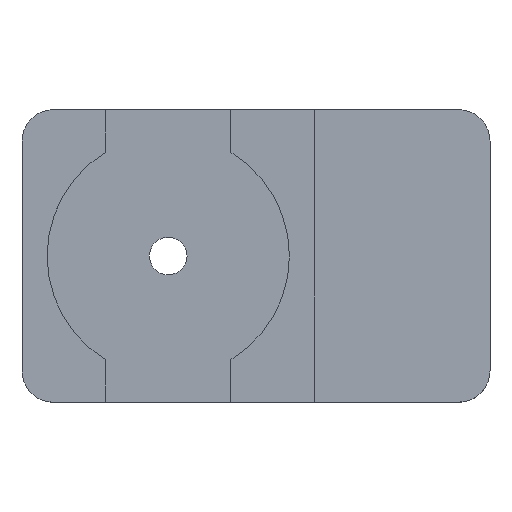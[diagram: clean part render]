
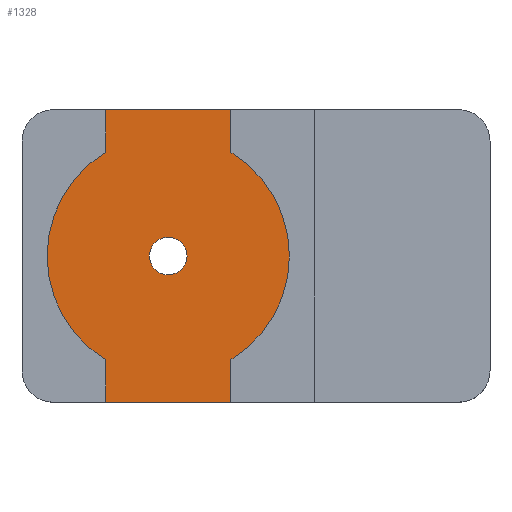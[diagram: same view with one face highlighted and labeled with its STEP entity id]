
A CAD part, top view. The second image highlights one B-rep face of the part: STEP entity #1328.
In plain terms, the highlighted planar face has unit normal (0, 0, 1).
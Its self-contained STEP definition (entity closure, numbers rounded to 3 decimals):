
#170 = PLANE('',#171);
#171 = AXIS2_PLACEMENT_3D('',#172,#173,#174);
#172 = CARTESIAN_POINT('',(-6.5,7.,1.699));
#173 = DIRECTION('',(0.,1.,0.));
#174 = DIRECTION('',(0.,0.,1.));
#249 = PLANE('',#250);
#250 = AXIS2_PLACEMENT_3D('',#251,#252,#253);
#251 = CARTESIAN_POINT('',(-6.5,-7.,1.699));
#252 = DIRECTION('',(0.,1.,0.));
#253 = DIRECTION('',(0.,0.,1.));
#306 = CYLINDRICAL_SURFACE('',#307,0.9);
#307 = AXIS2_PLACEMENT_3D('',#308,#309,#310);
#308 = CARTESIAN_POINT('',(-11.2,0.,1.));
#309 = DIRECTION('',(0.,0.,1.));
#310 = DIRECTION('',(1.,0.,0.));
#490 = PLANE('',#491);
#491 = AXIS2_PLACEMENT_3D('',#492,#493,#494);
#492 = CARTESIAN_POINT('',(-14.2,-7.,3.));
#493 = DIRECTION('',(1.,0.,0.));
#494 = DIRECTION('',(0.,1.,0.));
#519 = CYLINDRICAL_SURFACE('',#520,5.8);
#520 = AXIS2_PLACEMENT_3D('',#521,#522,#523);
#521 = CARTESIAN_POINT('',(-11.2,0.,3.));
#522 = DIRECTION('',(0.,0.,1.));
#523 = DIRECTION('',(1.,0.,0.));
#545 = PLANE('',#546);
#546 = AXIS2_PLACEMENT_3D('',#547,#548,#549);
#547 = CARTESIAN_POINT('',(-14.2,7.,3.));
#548 = DIRECTION('',(-1.,0.,0.));
#549 = DIRECTION('',(0.,-1.,0.));
#562 = VERTEX_POINT('',#563);
#563 = CARTESIAN_POINT('',(-14.2,7.,1.));
#584 = EDGE_CURVE('',#562,#585,#587,.T.);
#585 = VERTEX_POINT('',#586);
#586 = CARTESIAN_POINT('',(-8.2,7.,1.));
#587 = SURFACE_CURVE('',#588,(#592,#599),.PCURVE_S1.);
#588 = LINE('',#589,#590);
#589 = CARTESIAN_POINT('',(-14.2,7.,1.));
#590 = VECTOR('',#591,1.);
#591 = DIRECTION('',(1.,0.,0.));
#592 = PCURVE('',#170,#593);
#593 = DEFINITIONAL_REPRESENTATION('',(#594),#598);
#594 = LINE('',#595,#596);
#595 = CARTESIAN_POINT('',(-0.699,-7.7));
#596 = VECTOR('',#597,1.);
#597 = DIRECTION('',(0.,1.));
#598 = ( GEOMETRIC_REPRESENTATION_CONTEXT(2) 
PARAMETRIC_REPRESENTATION_CONTEXT() REPRESENTATION_CONTEXT('2D SPACE',''
  ) );
#599 = PCURVE('',#600,#605);
#600 = PLANE('',#601);
#601 = AXIS2_PLACEMENT_3D('',#602,#603,#604);
#602 = CARTESIAN_POINT('',(-14.2,7.,1.));
#603 = DIRECTION('',(0.,0.,1.));
#604 = DIRECTION('',(1.,0.,0.));
#605 = DEFINITIONAL_REPRESENTATION('',(#606),#610);
#606 = LINE('',#607,#608);
#607 = CARTESIAN_POINT('',(0.,0.));
#608 = VECTOR('',#609,1.);
#609 = DIRECTION('',(1.,0.));
#610 = ( GEOMETRIC_REPRESENTATION_CONTEXT(2) 
PARAMETRIC_REPRESENTATION_CONTEXT() REPRESENTATION_CONTEXT('2D SPACE',''
  ) );
#628 = PLANE('',#629);
#629 = AXIS2_PLACEMENT_3D('',#630,#631,#632);
#630 = CARTESIAN_POINT('',(-8.2,7.,3.));
#631 = DIRECTION('',(-1.,0.,0.));
#632 = DIRECTION('',(0.,-1.,0.));
#915 = VERTEX_POINT('',#916);
#916 = CARTESIAN_POINT('',(-14.2,-7.,1.));
#937 = EDGE_CURVE('',#938,#915,#940,.T.);
#938 = VERTEX_POINT('',#939);
#939 = CARTESIAN_POINT('',(-8.2,-7.,1.));
#940 = SURFACE_CURVE('',#941,(#945,#952),.PCURVE_S1.);
#941 = LINE('',#942,#943);
#942 = CARTESIAN_POINT('',(-8.2,-7.,1.));
#943 = VECTOR('',#944,1.);
#944 = DIRECTION('',(-1.,0.,0.));
#945 = PCURVE('',#249,#946);
#946 = DEFINITIONAL_REPRESENTATION('',(#947),#951);
#947 = LINE('',#948,#949);
#948 = CARTESIAN_POINT('',(-0.699,-1.7));
#949 = VECTOR('',#950,1.);
#950 = DIRECTION('',(0.,-1.));
#951 = ( GEOMETRIC_REPRESENTATION_CONTEXT(2) 
PARAMETRIC_REPRESENTATION_CONTEXT() REPRESENTATION_CONTEXT('2D SPACE',''
  ) );
#952 = PCURVE('',#600,#953);
#953 = DEFINITIONAL_REPRESENTATION('',(#954),#958);
#954 = LINE('',#955,#956);
#955 = CARTESIAN_POINT('',(6.,-14.));
#956 = VECTOR('',#957,1.);
#957 = DIRECTION('',(-1.,0.));
#958 = ( GEOMETRIC_REPRESENTATION_CONTEXT(2) 
PARAMETRIC_REPRESENTATION_CONTEXT() REPRESENTATION_CONTEXT('2D SPACE',''
  ) );
#976 = PLANE('',#977);
#977 = AXIS2_PLACEMENT_3D('',#978,#979,#980);
#978 = CARTESIAN_POINT('',(-8.2,-4.964,3.));
#979 = DIRECTION('',(-1.,0.,0.));
#980 = DIRECTION('',(0.,-1.,0.));
#1156 = EDGE_CURVE('',#1157,#1157,#1159,.T.);
#1157 = VERTEX_POINT('',#1158);
#1158 = CARTESIAN_POINT('',(-10.3,0.,1.));
#1159 = SURFACE_CURVE('',#1160,(#1165,#1172),.PCURVE_S1.);
#1160 = CIRCLE('',#1161,0.9);
#1161 = AXIS2_PLACEMENT_3D('',#1162,#1163,#1164);
#1162 = CARTESIAN_POINT('',(-11.2,0.,1.));
#1163 = DIRECTION('',(0.,0.,1.));
#1164 = DIRECTION('',(1.,0.,0.));
#1165 = PCURVE('',#306,#1166);
#1166 = DEFINITIONAL_REPRESENTATION('',(#1167),#1171);
#1167 = LINE('',#1168,#1169);
#1168 = CARTESIAN_POINT('',(0.,0.));
#1169 = VECTOR('',#1170,1.);
#1170 = DIRECTION('',(1.,0.));
#1171 = ( GEOMETRIC_REPRESENTATION_CONTEXT(2) 
PARAMETRIC_REPRESENTATION_CONTEXT() REPRESENTATION_CONTEXT('2D SPACE',''
  ) );
#1172 = PCURVE('',#600,#1173);
#1173 = DEFINITIONAL_REPRESENTATION('',(#1174),#1178);
#1174 = CIRCLE('',#1175,0.9);
#1175 = AXIS2_PLACEMENT_2D('',#1176,#1177);
#1176 = CARTESIAN_POINT('',(3.,-7.));
#1177 = DIRECTION('',(1.,0.));
#1178 = ( GEOMETRIC_REPRESENTATION_CONTEXT(2) 
PARAMETRIC_REPRESENTATION_CONTEXT() REPRESENTATION_CONTEXT('2D SPACE',''
  ) );
#1207 = EDGE_CURVE('',#562,#1208,#1210,.T.);
#1208 = VERTEX_POINT('',#1209);
#1209 = CARTESIAN_POINT('',(-14.2,4.964,1.));
#1210 = SURFACE_CURVE('',#1211,(#1215,#1222),.PCURVE_S1.);
#1211 = LINE('',#1212,#1213);
#1212 = CARTESIAN_POINT('',(-14.2,7.,1.));
#1213 = VECTOR('',#1214,1.);
#1214 = DIRECTION('',(0.,-1.,0.));
#1215 = PCURVE('',#545,#1216);
#1216 = DEFINITIONAL_REPRESENTATION('',(#1217),#1221);
#1217 = LINE('',#1218,#1219);
#1218 = CARTESIAN_POINT('',(0.,-2.));
#1219 = VECTOR('',#1220,1.);
#1220 = DIRECTION('',(1.,0.));
#1221 = ( GEOMETRIC_REPRESENTATION_CONTEXT(2) 
PARAMETRIC_REPRESENTATION_CONTEXT() REPRESENTATION_CONTEXT('2D SPACE',''
  ) );
#1222 = PCURVE('',#600,#1223);
#1223 = DEFINITIONAL_REPRESENTATION('',(#1224),#1228);
#1224 = LINE('',#1225,#1226);
#1225 = CARTESIAN_POINT('',(0.,0.));
#1226 = VECTOR('',#1227,1.);
#1227 = DIRECTION('',(0.,-1.));
#1228 = ( GEOMETRIC_REPRESENTATION_CONTEXT(2) 
PARAMETRIC_REPRESENTATION_CONTEXT() REPRESENTATION_CONTEXT('2D SPACE',''
  ) );
#1256 = EDGE_CURVE('',#1208,#1257,#1259,.T.);
#1257 = VERTEX_POINT('',#1258);
#1258 = CARTESIAN_POINT('',(-14.2,-4.964,1.));
#1259 = SURFACE_CURVE('',#1260,(#1265,#1272),.PCURVE_S1.);
#1260 = CIRCLE('',#1261,5.8);
#1261 = AXIS2_PLACEMENT_3D('',#1262,#1263,#1264);
#1262 = CARTESIAN_POINT('',(-11.2,0.,1.));
#1263 = DIRECTION('',(0.,0.,1.));
#1264 = DIRECTION('',(1.,0.,0.));
#1265 = PCURVE('',#519,#1266);
#1266 = DEFINITIONAL_REPRESENTATION('',(#1267),#1271);
#1267 = LINE('',#1268,#1269);
#1268 = CARTESIAN_POINT('',(0.,-2.));
#1269 = VECTOR('',#1270,1.);
#1270 = DIRECTION('',(1.,0.));
#1271 = ( GEOMETRIC_REPRESENTATION_CONTEXT(2) 
PARAMETRIC_REPRESENTATION_CONTEXT() REPRESENTATION_CONTEXT('2D SPACE',''
  ) );
#1272 = PCURVE('',#600,#1273);
#1273 = DEFINITIONAL_REPRESENTATION('',(#1274),#1278);
#1274 = CIRCLE('',#1275,5.8);
#1275 = AXIS2_PLACEMENT_2D('',#1276,#1277);
#1276 = CARTESIAN_POINT('',(3.,-7.));
#1277 = DIRECTION('',(1.,0.));
#1278 = ( GEOMETRIC_REPRESENTATION_CONTEXT(2) 
PARAMETRIC_REPRESENTATION_CONTEXT() REPRESENTATION_CONTEXT('2D SPACE',''
  ) );
#1306 = EDGE_CURVE('',#915,#1257,#1307,.T.);
#1307 = SURFACE_CURVE('',#1308,(#1312,#1319),.PCURVE_S1.);
#1308 = LINE('',#1309,#1310);
#1309 = CARTESIAN_POINT('',(-14.2,-7.,1.));
#1310 = VECTOR('',#1311,1.);
#1311 = DIRECTION('',(0.,1.,0.));
#1312 = PCURVE('',#490,#1313);
#1313 = DEFINITIONAL_REPRESENTATION('',(#1314),#1318);
#1314 = LINE('',#1315,#1316);
#1315 = CARTESIAN_POINT('',(0.,-2.));
#1316 = VECTOR('',#1317,1.);
#1317 = DIRECTION('',(1.,0.));
#1318 = ( GEOMETRIC_REPRESENTATION_CONTEXT(2) 
PARAMETRIC_REPRESENTATION_CONTEXT() REPRESENTATION_CONTEXT('2D SPACE',''
  ) );
#1319 = PCURVE('',#600,#1320);
#1320 = DEFINITIONAL_REPRESENTATION('',(#1321),#1325);
#1321 = LINE('',#1322,#1323);
#1322 = CARTESIAN_POINT('',(0.,-14.));
#1323 = VECTOR('',#1324,1.);
#1324 = DIRECTION('',(0.,1.));
#1325 = ( GEOMETRIC_REPRESENTATION_CONTEXT(2) 
PARAMETRIC_REPRESENTATION_CONTEXT() REPRESENTATION_CONTEXT('2D SPACE',''
  ) );
#1328 = ADVANCED_FACE('',(#1329,#1409),#600,.T.);
#1329 = FACE_BOUND('',#1330,.T.);
#1330 = EDGE_LOOP('',(#1331,#1332,#1333,#1334,#1335,#1358,#1387,#1408));
#1331 = ORIENTED_EDGE('',*,*,#1207,.T.);
#1332 = ORIENTED_EDGE('',*,*,#1256,.T.);
#1333 = ORIENTED_EDGE('',*,*,#1306,.F.);
#1334 = ORIENTED_EDGE('',*,*,#937,.F.);
#1335 = ORIENTED_EDGE('',*,*,#1336,.F.);
#1336 = EDGE_CURVE('',#1337,#938,#1339,.T.);
#1337 = VERTEX_POINT('',#1338);
#1338 = CARTESIAN_POINT('',(-8.2,-4.964,1.));
#1339 = SURFACE_CURVE('',#1340,(#1344,#1351),.PCURVE_S1.);
#1340 = LINE('',#1341,#1342);
#1341 = CARTESIAN_POINT('',(-8.2,-4.964,1.));
#1342 = VECTOR('',#1343,1.);
#1343 = DIRECTION('',(0.,-1.,0.));
#1344 = PCURVE('',#600,#1345);
#1345 = DEFINITIONAL_REPRESENTATION('',(#1346),#1350);
#1346 = LINE('',#1347,#1348);
#1347 = CARTESIAN_POINT('',(6.,-11.964));
#1348 = VECTOR('',#1349,1.);
#1349 = DIRECTION('',(0.,-1.));
#1350 = ( GEOMETRIC_REPRESENTATION_CONTEXT(2) 
PARAMETRIC_REPRESENTATION_CONTEXT() REPRESENTATION_CONTEXT('2D SPACE',''
  ) );
#1351 = PCURVE('',#976,#1352);
#1352 = DEFINITIONAL_REPRESENTATION('',(#1353),#1357);
#1353 = LINE('',#1354,#1355);
#1354 = CARTESIAN_POINT('',(0.,-2.));
#1355 = VECTOR('',#1356,1.);
#1356 = DIRECTION('',(1.,0.));
#1357 = ( GEOMETRIC_REPRESENTATION_CONTEXT(2) 
PARAMETRIC_REPRESENTATION_CONTEXT() REPRESENTATION_CONTEXT('2D SPACE',''
  ) );
#1358 = ORIENTED_EDGE('',*,*,#1359,.T.);
#1359 = EDGE_CURVE('',#1337,#1360,#1362,.T.);
#1360 = VERTEX_POINT('',#1361);
#1361 = CARTESIAN_POINT('',(-8.2,4.964,1.));
#1362 = SURFACE_CURVE('',#1363,(#1368,#1375),.PCURVE_S1.);
#1363 = CIRCLE('',#1364,5.8);
#1364 = AXIS2_PLACEMENT_3D('',#1365,#1366,#1367);
#1365 = CARTESIAN_POINT('',(-11.2,0.,1.));
#1366 = DIRECTION('',(0.,0.,1.));
#1367 = DIRECTION('',(1.,0.,0.));
#1368 = PCURVE('',#600,#1369);
#1369 = DEFINITIONAL_REPRESENTATION('',(#1370),#1374);
#1370 = CIRCLE('',#1371,5.8);
#1371 = AXIS2_PLACEMENT_2D('',#1372,#1373);
#1372 = CARTESIAN_POINT('',(3.,-7.));
#1373 = DIRECTION('',(1.,0.));
#1374 = ( GEOMETRIC_REPRESENTATION_CONTEXT(2) 
PARAMETRIC_REPRESENTATION_CONTEXT() REPRESENTATION_CONTEXT('2D SPACE',''
  ) );
#1375 = PCURVE('',#1376,#1381);
#1376 = CYLINDRICAL_SURFACE('',#1377,5.8);
#1377 = AXIS2_PLACEMENT_3D('',#1378,#1379,#1380);
#1378 = CARTESIAN_POINT('',(-11.2,0.,3.));
#1379 = DIRECTION('',(0.,0.,1.));
#1380 = DIRECTION('',(1.,0.,0.));
#1381 = DEFINITIONAL_REPRESENTATION('',(#1382),#1386);
#1382 = LINE('',#1383,#1384);
#1383 = CARTESIAN_POINT('',(0.,-2.));
#1384 = VECTOR('',#1385,1.);
#1385 = DIRECTION('',(1.,0.));
#1386 = ( GEOMETRIC_REPRESENTATION_CONTEXT(2) 
PARAMETRIC_REPRESENTATION_CONTEXT() REPRESENTATION_CONTEXT('2D SPACE',''
  ) );
#1387 = ORIENTED_EDGE('',*,*,#1388,.F.);
#1388 = EDGE_CURVE('',#585,#1360,#1389,.T.);
#1389 = SURFACE_CURVE('',#1390,(#1394,#1401),.PCURVE_S1.);
#1390 = LINE('',#1391,#1392);
#1391 = CARTESIAN_POINT('',(-8.2,7.,1.));
#1392 = VECTOR('',#1393,1.);
#1393 = DIRECTION('',(0.,-1.,0.));
#1394 = PCURVE('',#600,#1395);
#1395 = DEFINITIONAL_REPRESENTATION('',(#1396),#1400);
#1396 = LINE('',#1397,#1398);
#1397 = CARTESIAN_POINT('',(6.,0.));
#1398 = VECTOR('',#1399,1.);
#1399 = DIRECTION('',(0.,-1.));
#1400 = ( GEOMETRIC_REPRESENTATION_CONTEXT(2) 
PARAMETRIC_REPRESENTATION_CONTEXT() REPRESENTATION_CONTEXT('2D SPACE',''
  ) );
#1401 = PCURVE('',#628,#1402);
#1402 = DEFINITIONAL_REPRESENTATION('',(#1403),#1407);
#1403 = LINE('',#1404,#1405);
#1404 = CARTESIAN_POINT('',(0.,-2.));
#1405 = VECTOR('',#1406,1.);
#1406 = DIRECTION('',(1.,0.));
#1407 = ( GEOMETRIC_REPRESENTATION_CONTEXT(2) 
PARAMETRIC_REPRESENTATION_CONTEXT() REPRESENTATION_CONTEXT('2D SPACE',''
  ) );
#1408 = ORIENTED_EDGE('',*,*,#584,.F.);
#1409 = FACE_BOUND('',#1410,.T.);
#1410 = EDGE_LOOP('',(#1411));
#1411 = ORIENTED_EDGE('',*,*,#1156,.F.);
